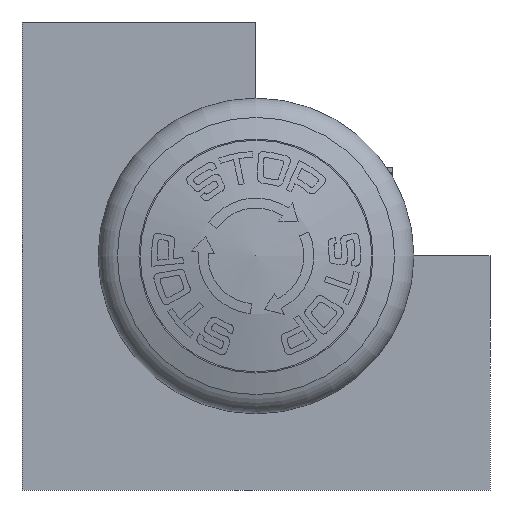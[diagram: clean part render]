
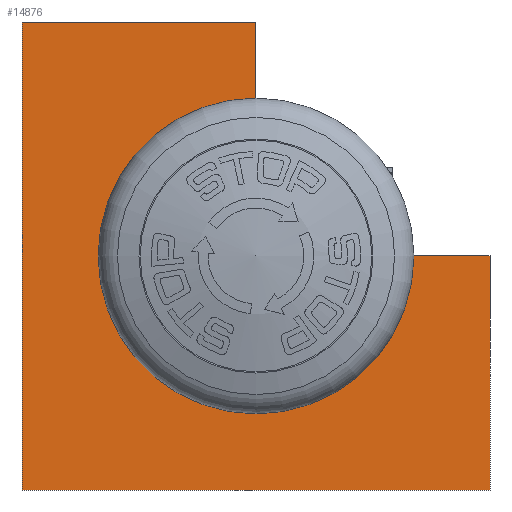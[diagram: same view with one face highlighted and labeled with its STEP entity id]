
A CAD part, front view. The second image highlights one B-rep face of the part: STEP entity #14876.
In plain terms, the highlighted planar face has unit normal (0, -1, 0).
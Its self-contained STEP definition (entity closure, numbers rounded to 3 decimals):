
#649=PLANE('',#16038);
#1145=CIRCLE('',#16027,8.);
#1146=CIRCLE('',#16029,8.);
#1729=ORIENTED_EDGE('',*,*,#6167,.T.);
#1730=ORIENTED_EDGE('',*,*,#6190,.T.);
#1731=ORIENTED_EDGE('',*,*,#6191,.T.);
#1732=ORIENTED_EDGE('',*,*,#6192,.T.);
#1733=ORIENTED_EDGE('',*,*,#6165,.T.);
#1734=ORIENTED_EDGE('',*,*,#6170,.T.);
#1735=ORIENTED_EDGE('',*,*,#6173,.T.);
#1736=ORIENTED_EDGE('',*,*,#6176,.T.);
#1737=ORIENTED_EDGE('',*,*,#6179,.T.);
#1738=ORIENTED_EDGE('',*,*,#6182,.T.);
#1739=ORIENTED_EDGE('',*,*,#6185,.T.);
#6165=EDGE_CURVE('',#8401,#8403,#1145,.T.);
#6167=EDGE_CURVE('',#8406,#8405,#1146,.T.);
#6170=EDGE_CURVE('',#8403,#8408,#9911,.T.);
#6173=EDGE_CURVE('',#8408,#8410,#9914,.T.);
#6176=EDGE_CURVE('',#8410,#8412,#9917,.T.);
#6179=EDGE_CURVE('',#8412,#8414,#9920,.T.);
#6182=EDGE_CURVE('',#8414,#8416,#9923,.T.);
#6185=EDGE_CURVE('',#8416,#8406,#9926,.T.);
#6190=EDGE_CURVE('',#8405,#8420,#9931,.T.);
#6191=EDGE_CURVE('',#8420,#8421,#9932,.T.);
#6192=EDGE_CURVE('',#8421,#8401,#9933,.T.);
#8401=VERTEX_POINT('',#21783);
#8403=VERTEX_POINT('',#21787);
#8405=VERTEX_POINT('',#21792);
#8406=VERTEX_POINT('',#21794);
#8408=VERTEX_POINT('',#21800);
#8410=VERTEX_POINT('',#21806);
#8412=VERTEX_POINT('',#21812);
#8414=VERTEX_POINT('',#21818);
#8416=VERTEX_POINT('',#21824);
#8420=VERTEX_POINT('',#21839);
#8421=VERTEX_POINT('',#21841);
#9911=LINE('',#21799,#11205);
#9914=LINE('',#21805,#11208);
#9917=LINE('',#21811,#11211);
#9920=LINE('',#21817,#11214);
#9923=LINE('',#21823,#11217);
#9926=LINE('',#21829,#11220);
#9931=LINE('',#21838,#11225);
#9932=LINE('',#21840,#11226);
#9933=LINE('',#21842,#11227);
#11205=VECTOR('',#17531,1000.);
#11208=VECTOR('',#17536,1000.);
#11211=VECTOR('',#17541,1000.);
#11214=VECTOR('',#17546,1000.);
#11217=VECTOR('',#17551,1000.);
#11220=VECTOR('',#17556,1000.);
#11225=VECTOR('',#17565,1000.);
#11226=VECTOR('',#17566,1000.);
#11227=VECTOR('',#17567,1000.);
#12504=EDGE_LOOP('',(#1729,#1730,#1731,#1732,#1733,#1734,#1735,#1736,#1737,
#1738,#1739));
#13549=FACE_BOUND('',#12504,.T.);
#14876=ADVANCED_FACE('',(#13549),#649,.F.);
#16027=AXIS2_PLACEMENT_3D('',#21788,#17519,#17520);
#16029=AXIS2_PLACEMENT_3D('',#21793,#17524,#17525);
#16038=AXIS2_PLACEMENT_3D('',#21837,#17563,#17564);
#17519=DIRECTION('',(0.,1.,0.));
#17520=DIRECTION('',(1.,0.,0.));
#17524=DIRECTION('',(0.,1.,0.));
#17525=DIRECTION('',(1.,0.,0.));
#17531=DIRECTION('',(0.,0.,1.));
#17536=DIRECTION('',(-1.,0.,0.));
#17541=DIRECTION('',(0.,0.,-1.));
#17546=DIRECTION('',(1.,0.,0.));
#17551=DIRECTION('',(0.,0.,1.));
#17556=DIRECTION('',(-1.,0.,0.));
#17563=DIRECTION('',(0.,1.,0.));
#17564=DIRECTION('',(0.,0.,1.));
#17565=DIRECTION('',(1.,0.,0.));
#17566=DIRECTION('',(0.,0.,1.));
#17567=DIRECTION('',(-1.,0.,0.));
#21783=CARTESIAN_POINT('',(-7.955,0.,0.85));
#21787=CARTESIAN_POINT('',(0.,0.,8.));
#21788=CARTESIAN_POINT('',(0.,0.,0.));
#21792=CARTESIAN_POINT('',(-7.955,0.,-0.85));
#21793=CARTESIAN_POINT('',(0.,0.,0.));
#21794=CARTESIAN_POINT('',(8.,0.,0.));
#21799=CARTESIAN_POINT('',(0.,0.,8.));
#21800=CARTESIAN_POINT('',(0.,0.,20.));
#21805=CARTESIAN_POINT('',(0.,0.,20.));
#21806=CARTESIAN_POINT('',(-20.,0.,20.));
#21811=CARTESIAN_POINT('',(-20.,0.,20.));
#21812=CARTESIAN_POINT('',(-20.,0.,-20.));
#21817=CARTESIAN_POINT('',(-20.,0.,-20.));
#21818=CARTESIAN_POINT('',(20.,0.,-20.));
#21823=CARTESIAN_POINT('',(20.,0.,0.));
#21824=CARTESIAN_POINT('',(20.,0.,0.));
#21829=CARTESIAN_POINT('',(8.,0.,0.));
#21837=CARTESIAN_POINT('',(0.,0.,0.));
#21838=CARTESIAN_POINT('',(-7.,0.,-0.85));
#21839=CARTESIAN_POINT('',(-7.,0.,-0.85));
#21840=CARTESIAN_POINT('',(-7.,0.,-0.85));
#21841=CARTESIAN_POINT('',(-7.,0.,0.85));
#21842=CARTESIAN_POINT('',(-7.,0.,0.85));
